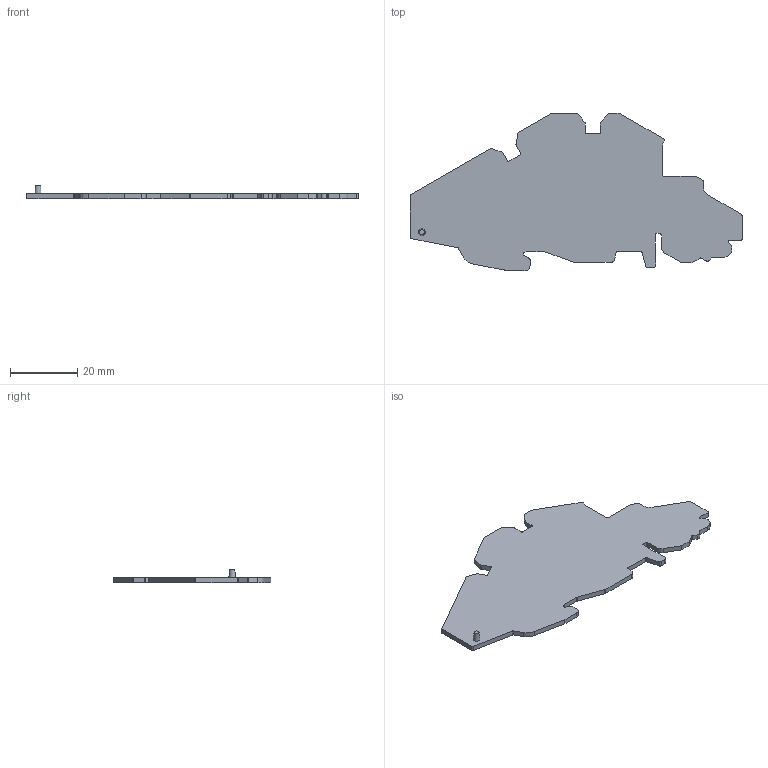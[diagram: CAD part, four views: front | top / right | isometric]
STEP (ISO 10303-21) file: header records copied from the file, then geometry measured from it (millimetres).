
FILE_DESCRIPTION(/* description */ (''),/* implementation_level */ '2;1');
FILE_NAME(/* name */ '3480_FAP4_S_iso.stp',/* time_stamp */ '2011-08-02T08:34:32+02:00',/* author */ (''),/* organization */ (''),/* preprocessor_version */ 'ST-DEVELOPER v11',/* originating_system */ 'SIEMENS UGS NX 6.0',/* authorisation */ '');
FILE_SCHEMA (('CONFIG_CONTROL_DESIGN'));
Length unit declared in the file: millimetre
Products named in the file (1): 3480_FAP4_S_iso
Bounding box: 99 x 47 x 4 mm (x, y, z)
Volume: 4600.7 mm3; surface area: 6588.7 mm2
Topology: 1 solids, 1 shells, 101 faces, 294 edges, 196 vertices
Faces by surface type: plane 50, cylinder 50, cone 1
Entity records: 3451 total; most frequent: DIRECTION 599, CARTESIAN_POINT 591, ORIENTED_EDGE 586, EDGE_CURVE 293, AXIS2_PLACEMENT_3D 204, VERTEX_POINT 196, LINE 191, VECTOR 191
